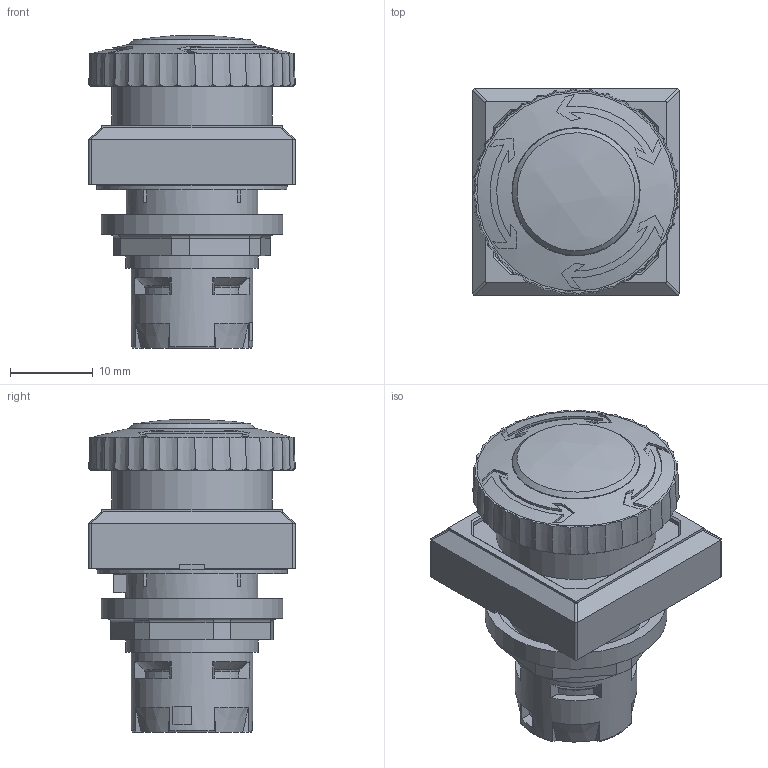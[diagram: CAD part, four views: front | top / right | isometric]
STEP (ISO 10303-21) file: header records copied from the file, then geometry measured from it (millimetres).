
FILE_DESCRIPTION(/* description */ (''),/* implementation_level */ '2;1');
FILE_NAME(/* name */ 'OKVLB(GB).stp',/* time_stamp */ '2017-08-21T11:51:40+02:00',/* author */ ('mharscher'),/* organization */ (''),/* preprocessor_version */ 'ST-DEVELOPER v16.1',/* originating_system */ 'Autodesk Inventor 2016',/* authorisation */ '');
FILE_SCHEMA (('AUTOMOTIVE_DESIGN { 1 0 10303 214 3 1 1 }'));
Length unit declared in the file: centimetre
Products named in the file (1): OKVLB(GB)
Bounding box: 25 x 25 x 37.88 mm (x, y, z)
Volume: 11778.3 mm3; surface area: 5501.1 mm2
Topology: 1 solids, 12 shells, 333 faces, 834 edges, 539 vertices
Faces by surface type: plane 196, cylinder 63, cone 51, sphere 12, torus 11
Full cylindrical faces by diameter (mm): 12.1 x1, 14.7 x1, 15.4 x1, 15.5 x1, 16 x2, 16.15 x1, 16.5 x1, 18.521 x1, 19.4 x1, 19.5 x1, 22 x1, 23 x1
Entity records: 11148 total; most frequent: CARTESIAN_POINT 3134, DIRECTION 1754, ORIENTED_EDGE 1610, EDGE_CURVE 801, AXIS2_PLACEMENT_3D 687, VERTEX_POINT 529, EDGE_LOOP 384, LINE 380
